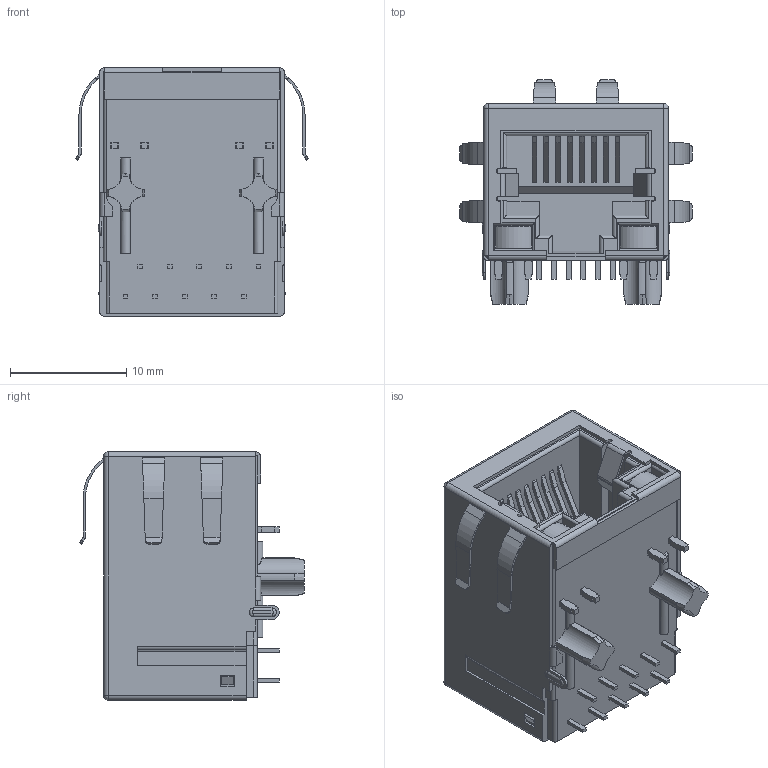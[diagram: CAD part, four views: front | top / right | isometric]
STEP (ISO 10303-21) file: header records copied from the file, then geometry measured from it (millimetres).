
FILE_DESCRIPTION(('STEP AP214'),'1');
FILE_NAME('1-2301994-2.stp','2018-10-23T10:37:42',('TraceParts'),('TraceParts S.A.'),'Spatial InterOp 3D',' ',' ');
FILE_SCHEMA(('automotive_design'));
Length unit declared in the file: millimetre
Products named in the file (1): 1-2301994-2
Bounding box: 20 x 19.3 x 21.35 mm (x, y, z)
Volume: 3436.6 mm3; surface area: 2670.3 mm2
Topology: 1 solids, 1 shells, 566 faces, 1550 edges, 1014 vertices
Faces by surface type: plane 389, cylinder 157, cone 12, sphere 4, bspline 4
Entity records: 18492 total; most frequent: CARTESIAN_POINT 4200, ORIENTED_EDGE 3100, DIRECTION 2742, EDGE_CURVE 1550, LINE 1196, VECTOR 1196, VERTEX_POINT 1014, AXIS2_PLACEMENT_3D 773
